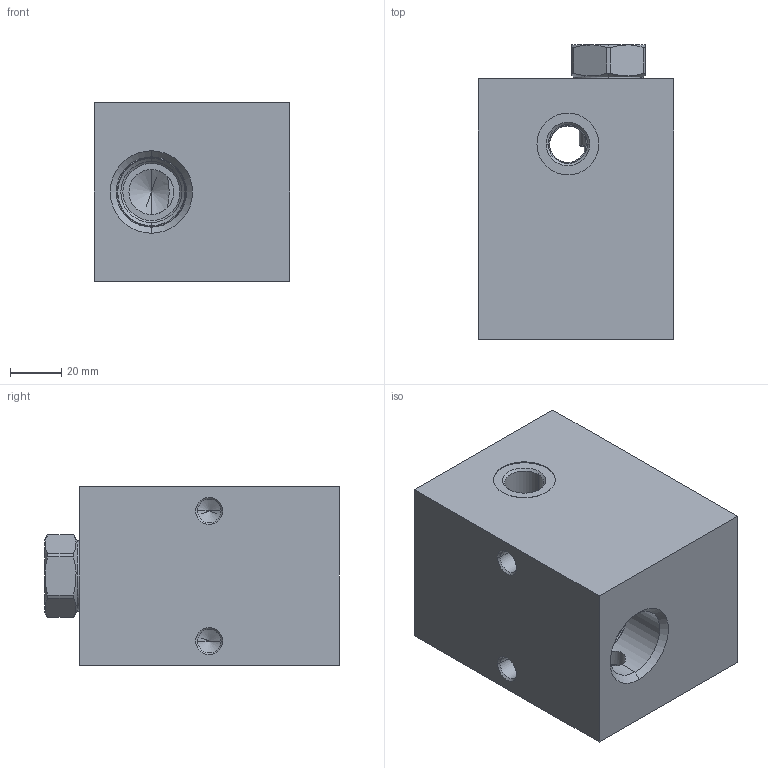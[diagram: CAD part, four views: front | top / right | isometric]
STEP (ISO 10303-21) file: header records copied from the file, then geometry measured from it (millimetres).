
FILE_DESCRIPTION((''),'2;1');
FILE_NAME('B7U_ASM','2024-09-09T',('ProEService'),(''),'PRO/ENGINEER BY PARAMETRIC TECHNOLOGY CORPORATION, 2014200','PRO/ENGINEER BY PARAMETRIC TECHNOLOGY CORPORATION, 2014200','');
FILE_SCHEMA(('CONFIG_CONTROL_DESIGN'));
Length unit declared in the file: inch
Products named in the file (3): 151-088-007; CXFAXCN; B7U_ASM
Assembly tree (2 placements, depth 2):
  B7U_ASM
    151-088-007
    CXFAXCN
Bounding box: 76.2 x 115.09 x 69.85 mm (x, y, z)
Volume: 485577.6 mm3; surface area: 62767.2 mm2
Topology: 4 solids, 4 shells, 212 faces, 680 edges, 576 vertices
Faces by surface type: cylinder 84, cone 64, plane 34, torus 22, revolution 8
Entity records: 8419 total; most frequent: CARTESIAN_POINT 2451, DIRECTION 1313, ORIENTED_EDGE 942, EDGE_CURVE 471, AXIS2_PLACEMENT_3D 468, VECTOR 369, LINE 369, VERTEX_POINT 279
